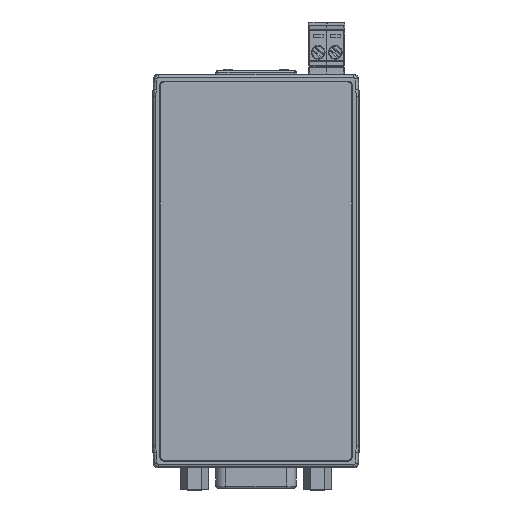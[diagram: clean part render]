
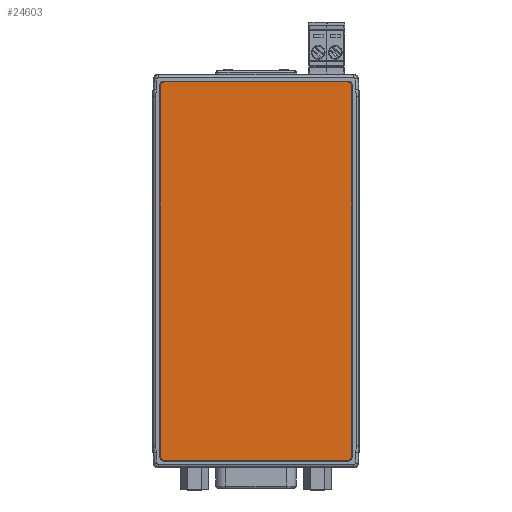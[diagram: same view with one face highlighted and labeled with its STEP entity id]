
A CAD part, top view. The second image highlights one B-rep face of the part: STEP entity #24603.
In plain terms, the highlighted planar face has unit normal (0, 0, 1).
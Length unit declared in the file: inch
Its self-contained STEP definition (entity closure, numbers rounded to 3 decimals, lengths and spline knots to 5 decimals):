
#5458 = CARTESIAN_POINT ( 'NONE',  ( -0.72835, 1.47638, 0.78937 ) ) ;
#5469 = DIRECTION ( 'NONE',  ( 0., 0., 1. ) ) ;
#5470 = CARTESIAN_POINT ( 'NONE',  ( -0.76772, 0., 0.78937 ) ) ;
#5477 = DIRECTION ( 'NONE',  ( -1., 0., 0. ) ) ;
#5482 = DIRECTION ( 'NONE',  ( 0., -1., 0. ) ) ;
#5492 = LINE ( 'NONE', #5470, #17070 ) ;
#5501 = LINE ( 'NONE', #5504, #17038 ) ;
#5504 = CARTESIAN_POINT ( 'NONE',  ( 0.76772, 0., 0.78937 ) ) ;
#5506 = DIRECTION ( 'NONE',  ( 0., 1., 0. ) ) ;
#5512 = CARTESIAN_POINT ( 'NONE',  ( 0.72835, 1.47638, 0.78937 ) ) ;
#5516 = DIRECTION ( 'NONE',  ( -1., 0., 0. ) ) ;
#5519 = CARTESIAN_POINT ( 'NONE',  ( 0.72835, -1.47638, 0.78937 ) ) ;
#5525 = DIRECTION ( 'NONE',  ( 0., 0., 1. ) ) ;
#5527 = DIRECTION ( 'NONE',  ( -1., 0., 0. ) ) ;
#5534 = DIRECTION ( 'NONE',  ( 0., 0., 1. ) ) ;
#5548 = DIRECTION ( 'NONE',  ( -1., 0., 0. ) ) ;
#5571 = LINE ( 'NONE', #5583, #17131 ) ;
#5583 = CARTESIAN_POINT ( 'NONE',  ( 0., 1.51575, 0.78937 ) ) ;
#5606 = CARTESIAN_POINT ( 'NONE',  ( 0., -1.51575, 0.78937 ) ) ;
#5608 = DIRECTION ( 'NONE',  ( 1., 0., 0. ) ) ;
#5624 = LINE ( 'NONE', #5606, #17182 ) ;
#5680 = DIRECTION ( 'NONE',  ( -1., 0., 0. ) ) ;
#5691 = CARTESIAN_POINT ( 'NONE',  ( -0.72835, -1.47638, 0.78937 ) ) ;
#5705 = DIRECTION ( 'NONE',  ( 0., 0., 1. ) ) ;
#8077 = ORIENTED_EDGE ( 'NONE', *, *, #29256, .T. ) ;
#8097 = ORIENTED_EDGE ( 'NONE', *, *, #29235, .T. ) ;
#8111 = ORIENTED_EDGE ( 'NONE', *, *, #29241, .T. ) ;
#8116 = ORIENTED_EDGE ( 'NONE', *, *, #29234, .T. ) ;
#8124 = ORIENTED_EDGE ( 'NONE', *, *, #29287, .T. ) ;
#8131 = ORIENTED_EDGE ( 'NONE', *, *, #29221, .T. ) ;
#8132 = ORIENTED_EDGE ( 'NONE', *, *, #29266, .T. ) ;
#8133 = ORIENTED_EDGE ( 'NONE', *, *, #29217, .T. ) ;
#9372 = VERTEX_POINT ( 'NONE', #20139 ) ;
#9418 = VERTEX_POINT ( 'NONE', #20233 ) ;
#9432 = VERTEX_POINT ( 'NONE', #20228 ) ;
#9439 = VERTEX_POINT ( 'NONE', #20187 ) ;
#9443 = VERTEX_POINT ( 'NONE', #20193 ) ;
#9444 = VERTEX_POINT ( 'NONE', #20199 ) ;
#9458 = VERTEX_POINT ( 'NONE', #20277 ) ;
#9473 = VERTEX_POINT ( 'NONE', #20265 ) ;
#16020 = FACE_OUTER_BOUND ( 'NONE', #32301, .T. ) ;
#16023 = PLANE ( 'NONE',  #18491 ) ;
#16061 = DIRECTION ( 'NONE',  ( 0., 0., 1. ) ) ;
#16069 = CARTESIAN_POINT ( 'NONE',  ( 0., 0., 0.78937 ) ) ;
#16076 = DIRECTION ( 'NONE',  ( 1., 0., 0. ) ) ;
#17038 = VECTOR ( 'NONE', #5506, 39.37008 ) ;
#17067 = CIRCLE ( 'NONE', #17105, 0.03937 ) ;
#17070 = VECTOR ( 'NONE', #5482, 39.37008 ) ;
#17074 = CIRCLE ( 'NONE', #17169, 0.03937 ) ;
#17105 = AXIS2_PLACEMENT_3D ( 'NONE', #5458, #5469, #5477 ) ;
#17131 = VECTOR ( 'NONE', #5548, 39.37008 ) ;
#17164 = CIRCLE ( 'NONE', #17177, 0.03937 ) ;
#17169 = AXIS2_PLACEMENT_3D ( 'NONE', #5512, #5534, #5516 ) ;
#17177 = AXIS2_PLACEMENT_3D ( 'NONE', #5519, #5525, #5527 ) ;
#17182 = VECTOR ( 'NONE', #5608, 39.37008 ) ;
#17304 = AXIS2_PLACEMENT_3D ( 'NONE', #5691, #5705, #5680 ) ;
#17317 = CIRCLE ( 'NONE', #17304, 0.03937 ) ;
#18491 = AXIS2_PLACEMENT_3D ( 'NONE', #16069, #16061, #16076 ) ;
#20139 = CARTESIAN_POINT ( 'NONE',  ( 0.76772, -1.47638, 0.78937 ) ) ;
#20187 = CARTESIAN_POINT ( 'NONE',  ( -0.76772, -1.47638, 0.78937 ) ) ;
#20193 = CARTESIAN_POINT ( 'NONE',  ( 0.72835, -1.51575, 0.78937 ) ) ;
#20199 = CARTESIAN_POINT ( 'NONE',  ( 0.72835, 1.51575, 0.78937 ) ) ;
#20228 = CARTESIAN_POINT ( 'NONE',  ( -0.72835, -1.51575, 0.78937 ) ) ;
#20233 = CARTESIAN_POINT ( 'NONE',  ( -0.72835, 1.51575, 0.78937 ) ) ;
#20265 = CARTESIAN_POINT ( 'NONE',  ( -0.76772, 1.47638, 0.78937 ) ) ;
#20277 = CARTESIAN_POINT ( 'NONE',  ( 0.76772, 1.47638, 0.78937 ) ) ;
#24603 = ADVANCED_FACE ( 'NONE', ( #16020 ), #16023, .T. ) ;
#29217 = EDGE_CURVE ( 'NONE', #9418, #9473, #17067, .T. ) ;
#29221 = EDGE_CURVE ( 'NONE', #9473, #9439, #5492, .T. ) ;
#29234 = EDGE_CURVE ( 'NONE', #9372, #9458, #5501, .T. ) ;
#29235 = EDGE_CURVE ( 'NONE', #9458, #9444, #17074, .T. ) ;
#29241 = EDGE_CURVE ( 'NONE', #9443, #9372, #17164, .T. ) ;
#29256 = EDGE_CURVE ( 'NONE', #9444, #9418, #5571, .T. ) ;
#29266 = EDGE_CURVE ( 'NONE', #9432, #9443, #5624, .T. ) ;
#29287 = EDGE_CURVE ( 'NONE', #9439, #9432, #17317, .T. ) ;
#32301 = EDGE_LOOP ( 'NONE', ( #8132, #8111, #8116, #8097, #8077, #8133, #8131, #8124 ) ) ;
